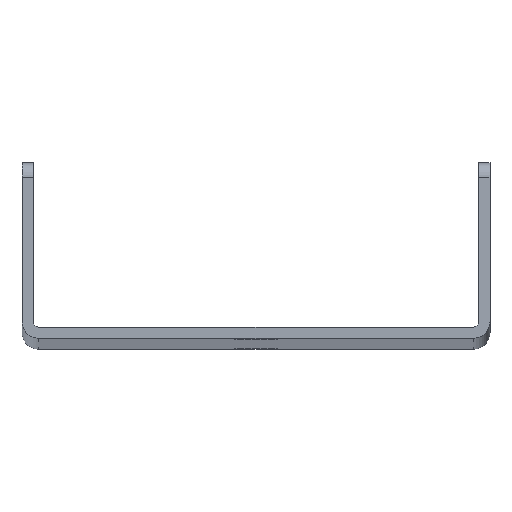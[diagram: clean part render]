
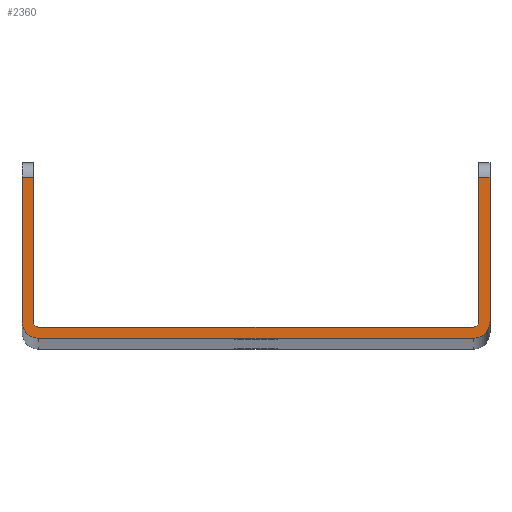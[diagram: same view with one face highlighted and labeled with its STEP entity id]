
A CAD part, top view. The second image highlights one B-rep face of the part: STEP entity #2360.
In plain terms, the highlighted planar face has unit normal (0, 0, 1).
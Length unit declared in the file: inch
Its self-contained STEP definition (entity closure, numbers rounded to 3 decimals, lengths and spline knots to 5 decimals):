
#172 = LINE ( 'NONE', #3779, #723 ) ;
#381 = DIRECTION ( 'NONE',  ( 1., 0., 0. ) ) ;
#475 = VERTEX_POINT ( 'NONE', #4334 ) ;
#519 = CIRCLE ( 'NONE', #1460, 0.143 ) ;
#618 = EDGE_CURVE ( 'NONE', #3958, #3189, #2309, .T. ) ;
#704 = VERTEX_POINT ( 'NONE', #4866 ) ;
#723 = VECTOR ( 'NONE', #381, 39.37008 ) ;
#739 = VECTOR ( 'NONE', #2607, 39.37008 ) ;
#747 = DIRECTION ( 'NONE',  ( -1., 0., 0. ) ) ;
#766 = CARTESIAN_POINT ( 'NONE',  ( -1.905, 1.375, 26.875 ) ) ;
#774 = CIRCLE ( 'NONE', #4830, 0.048 ) ;
#817 = CARTESIAN_POINT ( 'NONE',  ( 1.905, 0.143, 26.875 ) ) ;
#847 = CARTESIAN_POINT ( 'NONE',  ( -1.857, 0., 26.875 ) ) ;
#1049 = DIRECTION ( 'NONE',  ( 1., 0., 0. ) ) ;
#1084 = VERTEX_POINT ( 'NONE', #4690 ) ;
#1119 = LINE ( 'NONE', #4184, #5566 ) ;
#1287 = EDGE_CURVE ( 'NONE', #1084, #4552, #774, .T. ) ;
#1413 = DIRECTION ( 'NONE',  ( -1., 0., 0. ) ) ;
#1440 = ORIENTED_EDGE ( 'NONE', *, *, #2716, .F. ) ;
#1460 = AXIS2_PLACEMENT_3D ( 'NONE', #2314, #5382, #3658 ) ;
#1663 = FACE_OUTER_BOUND ( 'NONE', #4238, .T. ) ;
#1795 = AXIS2_PLACEMENT_3D ( 'NONE', #3586, #4377, #1413 ) ;
#1930 = ORIENTED_EDGE ( 'NONE', *, *, #3071, .F. ) ;
#1946 = DIRECTION ( 'NONE',  ( -1., 0., 0. ) ) ;
#1985 = ORIENTED_EDGE ( 'NONE', *, *, #2322, .F. ) ;
#2017 = CARTESIAN_POINT ( 'NONE',  ( -2., 1.5, 26.875 ) ) ;
#2018 = CARTESIAN_POINT ( 'NONE',  ( 2., 1.375, 26.875 ) ) ;
#2032 = VERTEX_POINT ( 'NONE', #2371 ) ;
#2066 = ORIENTED_EDGE ( 'NONE', *, *, #618, .F. ) ;
#2068 = LINE ( 'NONE', #2538, #739 ) ;
#2180 = CARTESIAN_POINT ( 'NONE',  ( -2., 1.5, 26.875 ) ) ;
#2241 = VECTOR ( 'NONE', #3057, 39.37008 ) ;
#2270 = ORIENTED_EDGE ( 'NONE', *, *, #4367, .F. ) ;
#2309 = LINE ( 'NONE', #5231, #2241 ) ;
#2314 = CARTESIAN_POINT ( 'NONE',  ( -1.857, 0.143, 26.875 ) ) ;
#2322 = EDGE_CURVE ( 'NONE', #2711, #1084, #2068, .T. ) ;
#2352 = ORIENTED_EDGE ( 'NONE', *, *, #4997, .F. ) ;
#2360 = ADVANCED_FACE ( 'NONE', ( #1663 ), #4741, .F. ) ;
#2370 = ORIENTED_EDGE ( 'NONE', *, *, #2758, .F. ) ;
#2371 = CARTESIAN_POINT ( 'NONE',  ( 1.857, 0., 26.875 ) ) ;
#2374 = DIRECTION ( 'NONE',  ( 1., 0., 0. ) ) ;
#2394 = EDGE_CURVE ( 'NONE', #704, #2032, #4176, .T. ) ;
#2435 = ORIENTED_EDGE ( 'NONE', *, *, #2394, .F. ) ;
#2527 = CARTESIAN_POINT ( 'NONE',  ( -1.857, 0.143, 26.875 ) ) ;
#2538 = CARTESIAN_POINT ( 'NONE',  ( -1.905, 1.5, 26.875 ) ) ;
#2571 = ORIENTED_EDGE ( 'NONE', *, *, #1287, .F. ) ;
#2607 = DIRECTION ( 'NONE',  ( 0., -1., 0. ) ) ;
#2651 = VERTEX_POINT ( 'NONE', #2018 ) ;
#2711 = VERTEX_POINT ( 'NONE', #766 ) ;
#2716 = EDGE_CURVE ( 'NONE', #2651, #704, #1119, .T. ) ;
#2758 = EDGE_CURVE ( 'NONE', #475, #2711, #172, .T. ) ;
#2789 = VECTOR ( 'NONE', #747, 39.37008 ) ;
#2822 = CARTESIAN_POINT ( 'NONE',  ( -2., 0.095, 26.875 ) ) ;
#2823 = EDGE_CURVE ( 'NONE', #2032, #2873, #4479, .T. ) ;
#2838 = CARTESIAN_POINT ( 'NONE',  ( 1.857, 0.095, 26.875 ) ) ;
#2873 = VERTEX_POINT ( 'NONE', #847 ) ;
#2914 = CARTESIAN_POINT ( 'NONE',  ( -1.857, 0.095, 26.875 ) ) ;
#2935 = DIRECTION ( 'NONE',  ( 0., -1., 0. ) ) ;
#2968 = AXIS2_PLACEMENT_3D ( 'NONE', #2180, #4308, #5181 ) ;
#3035 = VERTEX_POINT ( 'NONE', #5257 ) ;
#3057 = DIRECTION ( 'NONE',  ( 0., 1., 0. ) ) ;
#3071 = EDGE_CURVE ( 'NONE', #2873, #3035, #519, .T. ) ;
#3084 = EDGE_CURVE ( 'NONE', #3189, #2651, #4091, .T. ) ;
#3145 = CARTESIAN_POINT ( 'NONE',  ( -2., 1.375, 26.875 ) ) ;
#3189 = VERTEX_POINT ( 'NONE', #4915 ) ;
#3238 = ORIENTED_EDGE ( 'NONE', *, *, #5471, .F. ) ;
#3243 = DIRECTION ( 'NONE',  ( 0., 1., 0. ) ) ;
#3312 = VERTEX_POINT ( 'NONE', #2838 ) ;
#3415 = DIRECTION ( 'NONE',  ( -1., 0., 0. ) ) ;
#3586 = CARTESIAN_POINT ( 'NONE',  ( 1.857, 0.143, 26.875 ) ) ;
#3658 = DIRECTION ( 'NONE',  ( -1., 0., 0. ) ) ;
#3774 = CIRCLE ( 'NONE', #4799, 0.048 ) ;
#3779 = CARTESIAN_POINT ( 'NONE',  ( -2., 1.375, 26.875 ) ) ;
#3928 = LINE ( 'NONE', #2017, #4388 ) ;
#3958 = VERTEX_POINT ( 'NONE', #817 ) ;
#4091 = LINE ( 'NONE', #3145, #4481 ) ;
#4176 = CIRCLE ( 'NONE', #1795, 0.143 ) ;
#4184 = CARTESIAN_POINT ( 'NONE',  ( 2., 1.5, 26.875 ) ) ;
#4238 = EDGE_LOOP ( 'NONE', ( #2370, #2270, #1930, #4972, #2435, #1440, #4573, #2066, #2352, #3238, #2571, #1985 ) ) ;
#4242 = DIRECTION ( 'NONE',  ( 0., 0., 1. ) ) ;
#4308 = DIRECTION ( 'NONE',  ( 0., 0., -1. ) ) ;
#4334 = CARTESIAN_POINT ( 'NONE',  ( -2., 1.375, 26.875 ) ) ;
#4367 = EDGE_CURVE ( 'NONE', #3035, #475, #3928, .T. ) ;
#4377 = DIRECTION ( 'NONE',  ( 0., 0., -1. ) ) ;
#4388 = VECTOR ( 'NONE', #3243, 39.37008 ) ;
#4479 = LINE ( 'NONE', #5487, #2789 ) ;
#4481 = VECTOR ( 'NONE', #1049, 39.37008 ) ;
#4552 = VERTEX_POINT ( 'NONE', #2914 ) ;
#4564 = CARTESIAN_POINT ( 'NONE',  ( 1.857, 0.143, 26.875 ) ) ;
#4573 = ORIENTED_EDGE ( 'NONE', *, *, #3084, .F. ) ;
#4690 = CARTESIAN_POINT ( 'NONE',  ( -1.905, 0.143, 26.875 ) ) ;
#4741 = PLANE ( 'NONE',  #2968 ) ;
#4799 = AXIS2_PLACEMENT_3D ( 'NONE', #4564, #5437, #1946 ) ;
#4830 = AXIS2_PLACEMENT_3D ( 'NONE', #2527, #4242, #3415 ) ;
#4866 = CARTESIAN_POINT ( 'NONE',  ( 2., 0.143, 26.875 ) ) ;
#4892 = LINE ( 'NONE', #2822, #5101 ) ;
#4915 = CARTESIAN_POINT ( 'NONE',  ( 1.905, 1.375, 26.875 ) ) ;
#4972 = ORIENTED_EDGE ( 'NONE', *, *, #2823, .F. ) ;
#4997 = EDGE_CURVE ( 'NONE', #3312, #3958, #3774, .T. ) ;
#5101 = VECTOR ( 'NONE', #2374, 39.37008 ) ;
#5181 = DIRECTION ( 'NONE',  ( -1., 0., 0. ) ) ;
#5231 = CARTESIAN_POINT ( 'NONE',  ( 1.905, 1.5, 26.875 ) ) ;
#5257 = CARTESIAN_POINT ( 'NONE',  ( -2., 0.143, 26.875 ) ) ;
#5382 = DIRECTION ( 'NONE',  ( 0., 0., -1. ) ) ;
#5437 = DIRECTION ( 'NONE',  ( 0., 0., 1. ) ) ;
#5471 = EDGE_CURVE ( 'NONE', #4552, #3312, #4892, .T. ) ;
#5487 = CARTESIAN_POINT ( 'NONE',  ( -2., 0., 26.875 ) ) ;
#5566 = VECTOR ( 'NONE', #2935, 39.37008 ) ;
